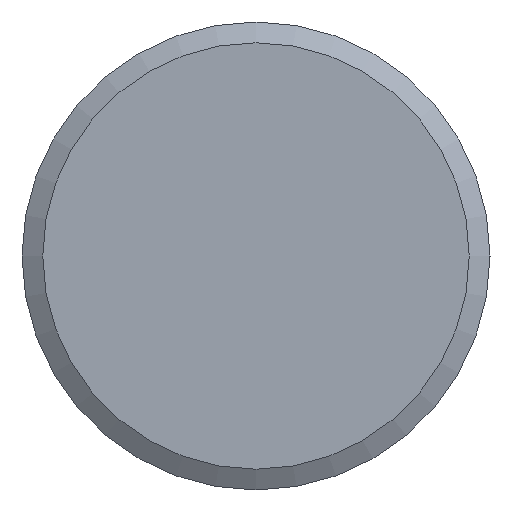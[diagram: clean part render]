
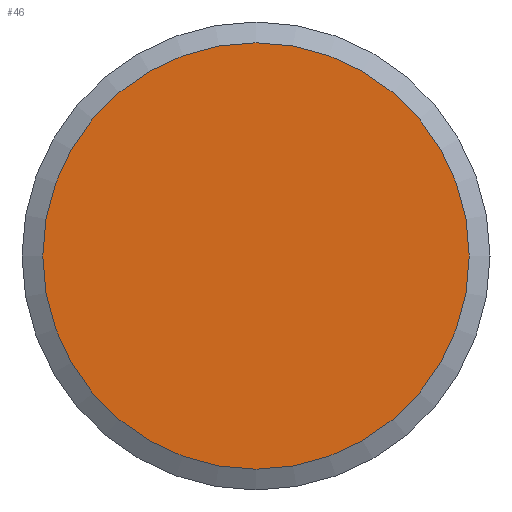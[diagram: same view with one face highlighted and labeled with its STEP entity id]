
A CAD part, front view. The second image highlights one B-rep face of the part: STEP entity #46.
In plain terms, the highlighted planar face has unit normal (0, -1, 0).
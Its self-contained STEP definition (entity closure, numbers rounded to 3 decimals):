
#25 = CARTESIAN_POINT ( 'NONE',  ( 0., -35., 0. ) ) ;
#30 = DIRECTION ( 'NONE',  ( 0., -1., 0. ) ) ;
#46 = ADVANCED_FACE ( 'NONE', ( #302 ), #451, .T. ) ;
#68 = DIRECTION ( 'NONE',  ( 0., 0., 1. ) ) ;
#111 = CIRCLE ( 'NONE', #542, 8.2 ) ;
#198 = EDGE_LOOP ( 'NONE', ( #388 ) ) ;
#226 = VERTEX_POINT ( 'NONE', #465 ) ;
#302 = FACE_OUTER_BOUND ( 'NONE', #198, .T. ) ;
#314 = EDGE_CURVE ( 'NONE', #226, #226, #111, .T. ) ;
#368 = DIRECTION ( 'NONE',  ( -1., 0., 0. ) ) ;
#370 = DIRECTION ( 'NONE',  ( 0., -1., 0. ) ) ;
#388 = ORIENTED_EDGE ( 'NONE', *, *, #314, .T. ) ;
#451 = PLANE ( 'NONE',  #533 ) ;
#465 = CARTESIAN_POINT ( 'NONE',  ( 0., -35., 8.2 ) ) ;
#487 = CARTESIAN_POINT ( 'NONE',  ( 8.008, -35., 8.008 ) ) ;
#533 = AXIS2_PLACEMENT_3D ( 'NONE', #487, #370, #368 ) ;
#542 = AXIS2_PLACEMENT_3D ( 'NONE', #25, #30, #68 ) ;
